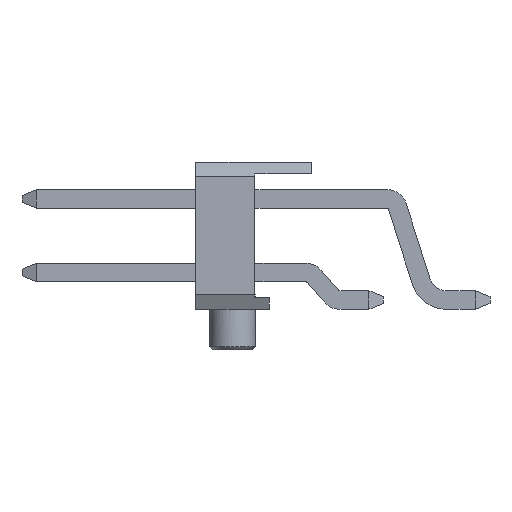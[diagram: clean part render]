
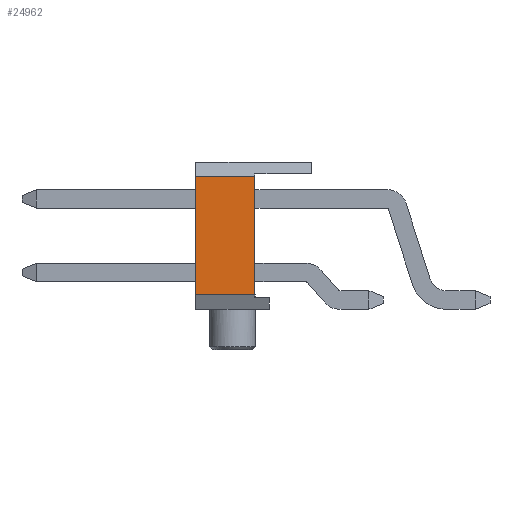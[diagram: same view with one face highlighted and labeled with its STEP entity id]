
A CAD part, left-side view. The second image highlights one B-rep face of the part: STEP entity #24962.
In plain terms, the highlighted face is planar.
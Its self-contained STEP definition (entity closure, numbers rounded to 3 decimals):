
#4207=ORIENTED_EDGE('',*,*,#7432,.F.);
#4208=ORIENTED_EDGE('',*,*,#7323,.T.);
#4209=ORIENTED_EDGE('',*,*,#7430,.F.);
#4210=ORIENTED_EDGE('',*,*,#7198,.T.);
#7198=EDGE_CURVE('',#9041,#9040,#10997,.T.);
#7323=EDGE_CURVE('',#9143,#9144,#11120,.T.);
#7430=EDGE_CURVE('',#9041,#9144,#11225,.T.);
#7432=EDGE_CURVE('',#9143,#9040,#11227,.T.);
#9040=VERTEX_POINT('',#34986);
#9041=VERTEX_POINT('',#34988);
#9143=VERTEX_POINT('',#35239);
#9144=VERTEX_POINT('',#35241);
#10997=LINE('',#34987,#13263);
#11120=LINE('',#35242,#13386);
#11225=LINE('',#35428,#13491);
#11227=LINE('',#35433,#13493);
#13263=VECTOR('',#29942,1000.);
#13386=VECTOR('',#30121,1000.);
#13491=VECTOR('',#30340,1000.);
#13493=VECTOR('',#30348,1000.);
#14724=EDGE_LOOP('',(#4207,#4208,#4209,#4210));
#15806=FACE_BOUND('',#14724,.T.);
#16752=PLANE('',#26224);
#24962=ADVANCED_FACE('',(#15806),#16752,.F.);
#26224=AXIS2_PLACEMENT_3D('',#35432,#30346,#30347);
#29942=DIRECTION('',(0.,1.,0.));
#30121=DIRECTION('',(0.,-1.,0.));
#30340=DIRECTION('',(0.,0.,1.));
#30346=DIRECTION('',(-1.,0.,0.));
#30347=DIRECTION('',(0.,0.,1.));
#30348=DIRECTION('',(0.,0.,-1.));
#34986=CARTESIAN_POINT('',(16.51,0.77,-2.04));
#34987=CARTESIAN_POINT('',(16.51,0.,-2.04));
#34988=CARTESIAN_POINT('',(16.51,-1.27,-2.04));
#35239=CARTESIAN_POINT('',(16.51,0.77,2.04));
#35241=CARTESIAN_POINT('',(16.51,-1.27,2.04));
#35242=CARTESIAN_POINT('',(16.51,0.,2.04));
#35428=CARTESIAN_POINT('',(16.51,-1.27,-2.54));
#35432=CARTESIAN_POINT('',(16.51,0.,0.));
#35433=CARTESIAN_POINT('',(16.51,0.77,-2.14));
